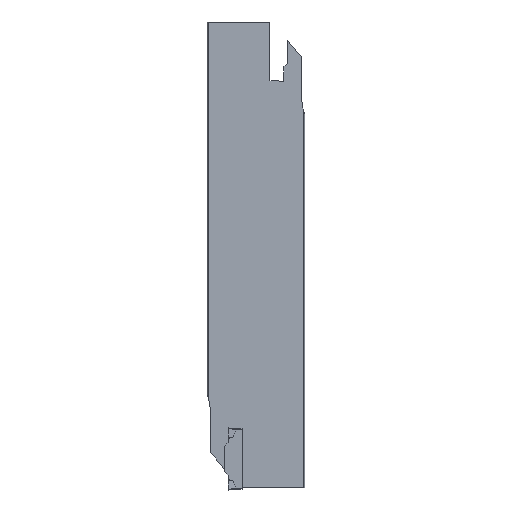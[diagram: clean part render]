
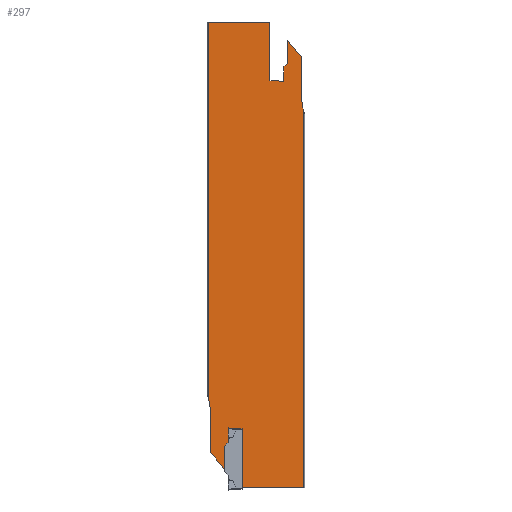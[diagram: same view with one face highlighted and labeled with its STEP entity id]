
A CAD part, left-side view. The second image highlights one B-rep face of the part: STEP entity #297.
In plain terms, the highlighted planar face has unit normal (-1, 0, 0).
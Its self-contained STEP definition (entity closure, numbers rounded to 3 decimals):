
#265=CIRCLE('',#1302,13.);
#266=CIRCLE('',#1303,13.);
#297=ADVANCED_FACE('',(#395),#343,.F.);
#343=PLANE('',#1304);
#395=FACE_OUTER_BOUND('',#449,.T.);
#449=EDGE_LOOP('',(#631,#632,#633,#634,#635,#636,#637,#638,#639,#640,#641,
#642,#643,#644,#645,#646,#647,#648,#649,#650,#651,#652));
#631=ORIENTED_EDGE('',*,*,#953,.F.);
#632=ORIENTED_EDGE('',*,*,#954,.F.);
#633=ORIENTED_EDGE('',*,*,#955,.T.);
#634=ORIENTED_EDGE('',*,*,#956,.F.);
#635=ORIENTED_EDGE('',*,*,#957,.T.);
#636=ORIENTED_EDGE('',*,*,#958,.F.);
#637=ORIENTED_EDGE('',*,*,#959,.F.);
#638=ORIENTED_EDGE('',*,*,#960,.F.);
#639=ORIENTED_EDGE('',*,*,#961,.F.);
#640=ORIENTED_EDGE('',*,*,#962,.F.);
#641=ORIENTED_EDGE('',*,*,#963,.F.);
#642=ORIENTED_EDGE('',*,*,#964,.F.);
#643=ORIENTED_EDGE('',*,*,#965,.F.);
#644=ORIENTED_EDGE('',*,*,#966,.F.);
#645=ORIENTED_EDGE('',*,*,#967,.F.);
#646=ORIENTED_EDGE('',*,*,#968,.F.);
#647=ORIENTED_EDGE('',*,*,#969,.T.);
#648=ORIENTED_EDGE('',*,*,#970,.F.);
#649=ORIENTED_EDGE('',*,*,#971,.F.);
#650=ORIENTED_EDGE('',*,*,#972,.F.);
#651=ORIENTED_EDGE('',*,*,#973,.F.);
#652=ORIENTED_EDGE('',*,*,#974,.F.);
#827=VERTEX_POINT('',#1888);
#828=VERTEX_POINT('',#1889);
#829=VERTEX_POINT('',#1891);
#830=VERTEX_POINT('',#1893);
#831=VERTEX_POINT('',#1895);
#832=VERTEX_POINT('',#1897);
#833=VERTEX_POINT('',#1899);
#834=VERTEX_POINT('',#1901);
#835=VERTEX_POINT('',#1903);
#836=VERTEX_POINT('',#1905);
#837=VERTEX_POINT('',#1907);
#838=VERTEX_POINT('',#1909);
#839=VERTEX_POINT('',#1911);
#840=VERTEX_POINT('',#1913);
#841=VERTEX_POINT('',#1915);
#842=VERTEX_POINT('',#1917);
#843=VERTEX_POINT('',#1919);
#844=VERTEX_POINT('',#1921);
#845=VERTEX_POINT('',#1923);
#846=VERTEX_POINT('',#1925);
#847=VERTEX_POINT('',#1927);
#848=VERTEX_POINT('',#1929);
#953=EDGE_CURVE('',#827,#828,#1083,.T.);
#954=EDGE_CURVE('',#829,#827,#1084,.T.);
#955=EDGE_CURVE('',#829,#830,#1085,.T.);
#956=EDGE_CURVE('',#831,#830,#265,.T.);
#957=EDGE_CURVE('',#831,#832,#1086,.T.);
#958=EDGE_CURVE('',#833,#832,#1087,.T.);
#959=EDGE_CURVE('',#834,#833,#1088,.T.);
#960=EDGE_CURVE('',#835,#834,#1089,.T.);
#961=EDGE_CURVE('',#836,#835,#1090,.T.);
#962=EDGE_CURVE('',#837,#836,#1091,.T.);
#963=EDGE_CURVE('',#838,#837,#1092,.T.);
#964=EDGE_CURVE('',#839,#838,#1093,.T.);
#965=EDGE_CURVE('',#840,#839,#1094,.T.);
#966=EDGE_CURVE('',#841,#840,#1095,.T.);
#967=EDGE_CURVE('',#842,#841,#266,.T.);
#968=EDGE_CURVE('',#843,#842,#1096,.T.);
#969=EDGE_CURVE('',#843,#844,#1097,.T.);
#970=EDGE_CURVE('',#845,#844,#1098,.T.);
#971=EDGE_CURVE('',#846,#845,#1099,.T.);
#972=EDGE_CURVE('',#847,#846,#1100,.T.);
#973=EDGE_CURVE('',#848,#847,#1101,.T.);
#974=EDGE_CURVE('',#828,#848,#1102,.T.);
#1083=LINE('',#1887,#1209);
#1084=LINE('',#1890,#1210);
#1085=LINE('',#1892,#1211);
#1086=LINE('',#1896,#1212);
#1087=LINE('',#1898,#1213);
#1088=LINE('',#1900,#1214);
#1089=LINE('',#1902,#1215);
#1090=LINE('',#1904,#1216);
#1091=LINE('',#1906,#1217);
#1092=LINE('',#1908,#1218);
#1093=LINE('',#1910,#1219);
#1094=LINE('',#1912,#1220);
#1095=LINE('',#1914,#1221);
#1096=LINE('',#1918,#1222);
#1097=LINE('',#1920,#1223);
#1098=LINE('',#1922,#1224);
#1099=LINE('',#1924,#1225);
#1100=LINE('',#1926,#1226);
#1101=LINE('',#1928,#1227);
#1102=LINE('',#1930,#1228);
#1209=VECTOR('',#1456,1.);
#1210=VECTOR('',#1457,1.);
#1211=VECTOR('',#1458,1.);
#1212=VECTOR('',#1461,1.);
#1213=VECTOR('',#1462,1.);
#1214=VECTOR('',#1463,1.);
#1215=VECTOR('',#1464,1.);
#1216=VECTOR('',#1465,1.);
#1217=VECTOR('',#1466,1.);
#1218=VECTOR('',#1467,1.);
#1219=VECTOR('',#1468,1.);
#1220=VECTOR('',#1469,1.);
#1221=VECTOR('',#1470,1.);
#1222=VECTOR('',#1473,1.);
#1223=VECTOR('',#1474,1.);
#1224=VECTOR('',#1475,1.);
#1225=VECTOR('',#1476,1.);
#1226=VECTOR('',#1477,1.);
#1227=VECTOR('',#1478,1.);
#1228=VECTOR('',#1479,1.);
#1302=AXIS2_PLACEMENT_3D('',#1894,#1459,#1460);
#1303=AXIS2_PLACEMENT_3D('',#1916,#1471,#1472);
#1304=AXIS2_PLACEMENT_3D('',#1931,#1480,#1481);
#1456=DIRECTION('',(0.,0.,-1.));
#1457=DIRECTION('',(0.,-1.,0.));
#1458=DIRECTION('',(0.,0.,-1.));
#1459=DIRECTION('',(-1.,0.,0.));
#1460=DIRECTION('',(0.,1.,0.));
#1461=DIRECTION('',(0.,0.,-1.));
#1462=DIRECTION('',(0.,0.643,0.766));
#1463=DIRECTION('',(0.,0.,-1.));
#1464=DIRECTION('',(0.,0.707,-0.707));
#1465=DIRECTION('',(0.,0.,-1.));
#1466=DIRECTION('',(0.,0.993,0.122));
#1467=DIRECTION('',(0.,1.,0.));
#1468=DIRECTION('',(0.,0.,1.));
#1469=DIRECTION('',(0.,1.,0.));
#1470=DIRECTION('',(0.,0.,-1.));
#1471=DIRECTION('',(-1.,0.,0.));
#1472=DIRECTION('',(0.,1.,0.));
#1473=DIRECTION('',(0.,0.,-1.));
#1474=DIRECTION('',(0.,0.643,0.766));
#1475=DIRECTION('',(0.,0.,1.));
#1476=DIRECTION('',(0.,-0.707,0.707));
#1477=DIRECTION('',(0.,0.,1.));
#1478=DIRECTION('',(0.,-0.993,-0.122));
#1479=DIRECTION('',(0.,-1.,0.));
#1480=DIRECTION('',(1.,0.,0.));
#1481=DIRECTION('',(0.,1.,0.));
#1887=CARTESIAN_POINT('',(-2.,11.47,0.8));
#1888=CARTESIAN_POINT('',(-2.,11.47,0.));
#1889=CARTESIAN_POINT('',(-2.,11.47,-18.95));
#1890=CARTESIAN_POINT('',(-2.,31.364,0.));
#1891=CARTESIAN_POINT('',(-2.,31.364,0.));
#1892=CARTESIAN_POINT('',(-2.,31.364,0.8));
#1893=CARTESIAN_POINT('',(-2.,31.364,-120.971));
#1894=CARTESIAN_POINT('',(-2.,43.724,-125.));
#1895=CARTESIAN_POINT('',(-2.,30.724,-125.));
#1896=CARTESIAN_POINT('',(-2.,30.724,0.8));
#1897=CARTESIAN_POINT('',(-2.,30.724,-138.537));
#1898=CARTESIAN_POINT('',(-2.,99.599,-56.456));
#1899=CARTESIAN_POINT('',(-2.,26.084,-144.067));
#1900=CARTESIAN_POINT('',(-2.,26.084,0.8));
#1901=CARTESIAN_POINT('',(-2.,26.084,-136.727));
#1902=CARTESIAN_POINT('',(-2.,-40.039,-70.604));
#1903=CARTESIAN_POINT('',(-2.,24.957,-135.6));
#1904=CARTESIAN_POINT('',(-2.,24.957,0.8));
#1905=CARTESIAN_POINT('',(-2.,24.957,-130.8));
#1906=CARTESIAN_POINT('',(-2.,47.187,-128.07));
#1907=CARTESIAN_POINT('',(-2.,22.921,-131.05));
#1908=CARTESIAN_POINT('',(-2.,31.364,-131.05));
#1909=CARTESIAN_POINT('',(-2.,20.43,-131.05));
#1910=CARTESIAN_POINT('',(-2.,20.43,0.8));
#1911=CARTESIAN_POINT('',(-2.,20.43,-150.));
#1912=CARTESIAN_POINT('',(-2.,31.364,-150.));
#1913=CARTESIAN_POINT('',(-2.,0.536,-150.));
#1914=CARTESIAN_POINT('',(-2.,0.536,0.8));
#1915=CARTESIAN_POINT('',(-2.,0.536,-29.029));
#1916=CARTESIAN_POINT('',(-2.,-11.824,-25.));
#1917=CARTESIAN_POINT('',(-2.,1.176,-25.));
#1918=CARTESIAN_POINT('',(-2.,1.176,0.8));
#1919=CARTESIAN_POINT('',(-2.,1.176,-11.36));
#1920=CARTESIAN_POINT('',(-2.,19.637,10.64));
#1921=CARTESIAN_POINT('',(-2.,5.816,-5.831));
#1922=CARTESIAN_POINT('',(-2.,5.816,0.8));
#1923=CARTESIAN_POINT('',(-2.,5.816,-13.273));
#1924=CARTESIAN_POINT('',(-2.,11.554,-19.011));
#1925=CARTESIAN_POINT('',(-2.,6.943,-14.4));
#1926=CARTESIAN_POINT('',(-2.,6.943,0.8));
#1927=CARTESIAN_POINT('',(-2.,6.943,-19.2));
#1928=CARTESIAN_POINT('',(-2.,33.421,-15.949));
#1929=CARTESIAN_POINT('',(-2.,8.979,-18.95));
#1930=CARTESIAN_POINT('',(-2.,31.364,-18.95));
#1931=CARTESIAN_POINT('',(-2.,31.364,0.8));
